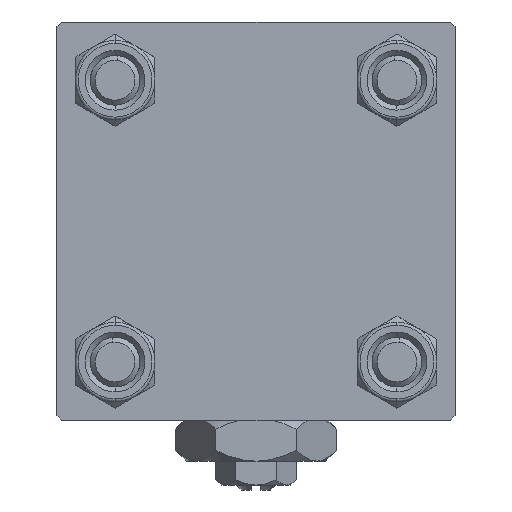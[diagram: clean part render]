
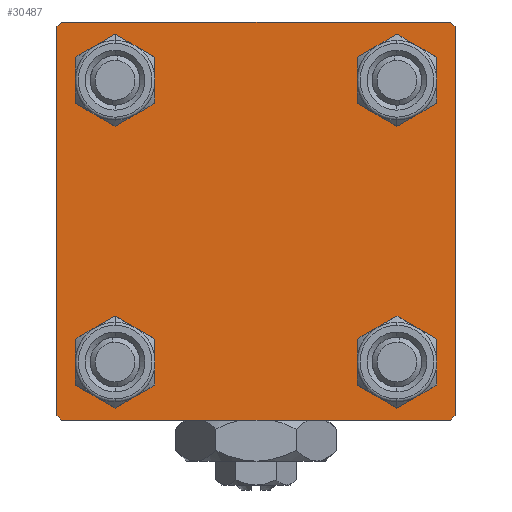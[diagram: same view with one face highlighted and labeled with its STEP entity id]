
A CAD part, left-side view. The second image highlights one B-rep face of the part: STEP entity #30487.
In plain terms, the highlighted planar face has unit normal (-1, 0, 0).
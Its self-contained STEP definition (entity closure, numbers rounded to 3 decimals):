
#557 = ORIENTED_EDGE ( 'NONE', *, *, #2024, .T. ) ;
#623 = CIRCLE ( 'NONE', #32618, 3. ) ;
#1461 = CARTESIAN_POINT ( 'NONE',  ( 0., 14.15, 14.15 ) ) ;
#1829 = CARTESIAN_POINT ( 'NONE',  ( 0., -19.75, -19.75 ) ) ;
#2024 = EDGE_CURVE ( 'NONE', #49075, #45527, #48128, .T. ) ;
#2345 = FACE_BOUND ( 'NONE', #32686, .T. ) ;
#3786 = CARTESIAN_POINT ( 'NONE',  ( 0., -14.15, -14.15 ) ) ;
#4289 = CARTESIAN_POINT ( 'NONE',  ( 0., 19.75, -19.75 ) ) ;
#4296 = CIRCLE ( 'NONE', #24533, 3. ) ;
#4442 = CARTESIAN_POINT ( 'NONE',  ( 0., 20., 20. ) ) ;
#6040 = DIRECTION ( 'NONE',  ( 0., -0.707, 0.707 ) ) ;
#6786 = AXIS2_PLACEMENT_3D ( 'NONE', #3786, #20151, #35945 ) ;
#6852 = LINE ( 'NONE', #43486, #45719 ) ;
#7557 = LINE ( 'NONE', #19451, #22156 ) ;
#8242 = DIRECTION ( 'NONE',  ( 0., 0., 1. ) ) ;
#8282 = ORIENTED_EDGE ( 'NONE', *, *, #12946, .T. ) ;
#8678 = ORIENTED_EDGE ( 'NONE', *, *, #46626, .T. ) ;
#8811 = DIRECTION ( 'NONE',  ( 1., 0., 0. ) ) ;
#9433 = DIRECTION ( 'NONE',  ( 1., 0., 0. ) ) ;
#9455 = CARTESIAN_POINT ( 'NONE',  ( 0., 19.5, 20. ) ) ;
#9661 = CARTESIAN_POINT ( 'NONE',  ( 0., 14.15, -17.15 ) ) ;
#9903 = DIRECTION ( 'NONE',  ( 0., 0., 1. ) ) ;
#10002 = FACE_BOUND ( 'NONE', #40611, .T. ) ;
#10922 = VECTOR ( 'NONE', #47904, 1000. ) ;
#11295 = AXIS2_PLACEMENT_3D ( 'NONE', #33339, #8811, #17528 ) ;
#11604 = VERTEX_POINT ( 'NONE', #43025 ) ;
#12193 = AXIS2_PLACEMENT_3D ( 'NONE', #33027, #46132, #38224 ) ;
#12511 = EDGE_LOOP ( 'NONE', ( #8282, #17819 ) ) ;
#12730 = LINE ( 'NONE', #4289, #42699 ) ;
#12906 = LINE ( 'NONE', #45339, #30884 ) ;
#12946 = EDGE_CURVE ( 'NONE', #22459, #48676, #47180, .T. ) ;
#12994 = DIRECTION ( 'NONE',  ( 1., 0., 0. ) ) ;
#13441 = DIRECTION ( 'NONE',  ( 0., -1., 0. ) ) ;
#13470 = AXIS2_PLACEMENT_3D ( 'NONE', #36641, #16351, #48243 ) ;
#14713 = EDGE_CURVE ( 'NONE', #18236, #20875, #28127, .T. ) ;
#15272 = VERTEX_POINT ( 'NONE', #18757 ) ;
#15370 = EDGE_CURVE ( 'NONE', #45527, #49075, #23591, .T. ) ;
#15736 = DIRECTION ( 'NONE',  ( 0., 0.707, -0.707 ) ) ;
#16144 = AXIS2_PLACEMENT_3D ( 'NONE', #19884, #47037, #50722 ) ;
#16203 = CARTESIAN_POINT ( 'NONE',  ( 0., -14.15, 11.15 ) ) ;
#16351 = DIRECTION ( 'NONE',  ( 1., 0., 0. ) ) ;
#16457 = VERTEX_POINT ( 'NONE', #31077 ) ;
#16688 = FACE_BOUND ( 'NONE', #12511, .T. ) ;
#17240 = CARTESIAN_POINT ( 'NONE',  ( 0., -20., -19.5 ) ) ;
#17528 = DIRECTION ( 'NONE',  ( 0., 0., 1. ) ) ;
#17819 = ORIENTED_EDGE ( 'NONE', *, *, #19684, .T. ) ;
#17856 = EDGE_CURVE ( 'NONE', #15272, #23141, #4296, .T. ) ;
#18236 = VERTEX_POINT ( 'NONE', #38157 ) ;
#18567 = CARTESIAN_POINT ( 'NONE',  ( 0., 14.15, 11.15 ) ) ;
#18757 = CARTESIAN_POINT ( 'NONE',  ( 0., 14.15, 17.15 ) ) ;
#18819 = CARTESIAN_POINT ( 'NONE',  ( 0., 20., 19.5 ) ) ;
#19451 = CARTESIAN_POINT ( 'NONE',  ( 0., 19.75, 19.75 ) ) ;
#19627 = AXIS2_PLACEMENT_3D ( 'NONE', #42833, #34150, #9903 ) ;
#19684 = EDGE_CURVE ( 'NONE', #48676, #22459, #49821, .T. ) ;
#19719 = ORIENTED_EDGE ( 'NONE', *, *, #15370, .T. ) ;
#19884 = CARTESIAN_POINT ( 'NONE',  ( 0., 14.15, -14.15 ) ) ;
#20151 = DIRECTION ( 'NONE',  ( 1., 0., 0. ) ) ;
#20615 = CIRCLE ( 'NONE', #11295, 3. ) ;
#20875 = VERTEX_POINT ( 'NONE', #17240 ) ;
#21325 = CARTESIAN_POINT ( 'NONE',  ( 0., -14.15, -14.15 ) ) ;
#21589 = DIRECTION ( 'NONE',  ( 0., 0., 1. ) ) ;
#22144 = EDGE_CURVE ( 'NONE', #45067, #35144, #6852, .T. ) ;
#22156 = VECTOR ( 'NONE', #15736, 1000. ) ;
#22459 = VERTEX_POINT ( 'NONE', #28229 ) ;
#23132 = VERTEX_POINT ( 'NONE', #50454 ) ;
#23141 = VERTEX_POINT ( 'NONE', #18567 ) ;
#23560 = VECTOR ( 'NONE', #48739, 1000. ) ;
#23591 = CIRCLE ( 'NONE', #13470, 3. ) ;
#24114 = ORIENTED_EDGE ( 'NONE', *, *, #26369, .T. ) ;
#24533 = AXIS2_PLACEMENT_3D ( 'NONE', #1461, #29674, #45754 ) ;
#24589 = CARTESIAN_POINT ( 'NONE',  ( 0., 19.5, -20. ) ) ;
#24862 = CARTESIAN_POINT ( 'NONE',  ( 0., 14.15, 14.15 ) ) ;
#25621 = LINE ( 'NONE', #37491, #34955 ) ;
#25833 = PLANE ( 'NONE',  #12193 ) ;
#26328 = LINE ( 'NONE', #1829, #46684 ) ;
#26339 = FACE_OUTER_BOUND ( 'NONE', #29221, .T. ) ;
#26369 = EDGE_CURVE ( 'NONE', #37408, #11604, #20615, .T. ) ;
#26630 = DIRECTION ( 'NONE',  ( 0., 0., -1. ) ) ;
#26942 = ORIENTED_EDGE ( 'NONE', *, *, #17856, .T. ) ;
#27606 = CARTESIAN_POINT ( 'NONE',  ( 0., -20., 20. ) ) ;
#28127 = LINE ( 'NONE', #27606, #10922 ) ;
#28229 = CARTESIAN_POINT ( 'NONE',  ( 0., -14.15, -11.15 ) ) ;
#28749 = EDGE_CURVE ( 'NONE', #23132, #20875, #26328, .T. ) ;
#28969 = LINE ( 'NONE', #4442, #23560 ) ;
#29221 = EDGE_LOOP ( 'NONE', ( #30603, #8678, #41218, #48787, #50882, #44197, #42210, #40459 ) ) ;
#29583 = DIRECTION ( 'NONE',  ( 0., 0.707, 0.707 ) ) ;
#29674 = DIRECTION ( 'NONE',  ( 1., 0., 0. ) ) ;
#30466 = AXIS2_PLACEMENT_3D ( 'NONE', #21325, #9433, #21589 ) ;
#30487 = ADVANCED_FACE ( 'NONE', ( #10002, #16688, #46382, #2345, #26339 ), #25833, .T. ) ;
#30603 = ORIENTED_EDGE ( 'NONE', *, *, #22144, .T. ) ;
#30884 = VECTOR ( 'NONE', #13441, 1000. ) ;
#31077 = CARTESIAN_POINT ( 'NONE',  ( 0., -19.5, 20. ) ) ;
#32442 = EDGE_CURVE ( 'NONE', #37203, #45067, #7557, .T. ) ;
#32618 = AXIS2_PLACEMENT_3D ( 'NONE', #24862, #12994, #8242 ) ;
#32686 = EDGE_LOOP ( 'NONE', ( #26942, #50431 ) ) ;
#32714 = EDGE_CURVE ( 'NONE', #11604, #37408, #42342, .T. ) ;
#33027 = CARTESIAN_POINT ( 'NONE',  ( 0., 0., 0. ) ) ;
#33171 = CARTESIAN_POINT ( 'NONE',  ( 0., 20., -19.5 ) ) ;
#33289 = DIRECTION ( 'NONE',  ( 0., -0.707, -0.707 ) ) ;
#33339 = CARTESIAN_POINT ( 'NONE',  ( 0., -14.15, 14.15 ) ) ;
#34150 = DIRECTION ( 'NONE',  ( 1., 0., 0. ) ) ;
#34955 = VECTOR ( 'NONE', #29583, 1000. ) ;
#35144 = VERTEX_POINT ( 'NONE', #33171 ) ;
#35410 = CARTESIAN_POINT ( 'NONE',  ( 0., -14.15, -17.15 ) ) ;
#35818 = EDGE_LOOP ( 'NONE', ( #557, #19719 ) ) ;
#35868 = CARTESIAN_POINT ( 'NONE',  ( 0., 14.15, -11.15 ) ) ;
#35945 = DIRECTION ( 'NONE',  ( 0., 0., 1. ) ) ;
#36641 = CARTESIAN_POINT ( 'NONE',  ( 0., 14.15, -14.15 ) ) ;
#37203 = VERTEX_POINT ( 'NONE', #9455 ) ;
#37408 = VERTEX_POINT ( 'NONE', #16203 ) ;
#37491 = CARTESIAN_POINT ( 'NONE',  ( 0., -19.75, 19.75 ) ) ;
#37647 = VERTEX_POINT ( 'NONE', #24589 ) ;
#37745 = EDGE_CURVE ( 'NONE', #18236, #16457, #25621, .T. ) ;
#38157 = CARTESIAN_POINT ( 'NONE',  ( 0., -20., 19.5 ) ) ;
#38224 = DIRECTION ( 'NONE',  ( 0., 0., 1. ) ) ;
#39484 = ORIENTED_EDGE ( 'NONE', *, *, #32714, .T. ) ;
#40459 = ORIENTED_EDGE ( 'NONE', *, *, #32442, .T. ) ;
#40611 = EDGE_LOOP ( 'NONE', ( #39484, #24114 ) ) ;
#41218 = ORIENTED_EDGE ( 'NONE', *, *, #45183, .T. ) ;
#42210 = ORIENTED_EDGE ( 'NONE', *, *, #51280, .F. ) ;
#42342 = CIRCLE ( 'NONE', #19627, 3. ) ;
#42699 = VECTOR ( 'NONE', #33289, 1000. ) ;
#42833 = CARTESIAN_POINT ( 'NONE',  ( 0., -14.15, 14.15 ) ) ;
#43025 = CARTESIAN_POINT ( 'NONE',  ( 0., -14.15, 17.15 ) ) ;
#43486 = CARTESIAN_POINT ( 'NONE',  ( 0., 20., 20. ) ) ;
#44197 = ORIENTED_EDGE ( 'NONE', *, *, #37745, .T. ) ;
#45067 = VERTEX_POINT ( 'NONE', #18819 ) ;
#45183 = EDGE_CURVE ( 'NONE', #37647, #23132, #12906, .T. ) ;
#45339 = CARTESIAN_POINT ( 'NONE',  ( 0., 20., -20. ) ) ;
#45527 = VERTEX_POINT ( 'NONE', #9661 ) ;
#45719 = VECTOR ( 'NONE', #26630, 1000. ) ;
#45754 = DIRECTION ( 'NONE',  ( 0., 0., 1. ) ) ;
#46132 = DIRECTION ( 'NONE',  ( -1., 0., 0. ) ) ;
#46382 = FACE_BOUND ( 'NONE', #35818, .T. ) ;
#46519 = EDGE_CURVE ( 'NONE', #23141, #15272, #623, .T. ) ;
#46626 = EDGE_CURVE ( 'NONE', #35144, #37647, #12730, .T. ) ;
#46684 = VECTOR ( 'NONE', #6040, 1000. ) ;
#47037 = DIRECTION ( 'NONE',  ( 1., 0., 0. ) ) ;
#47180 = CIRCLE ( 'NONE', #6786, 3. ) ;
#47904 = DIRECTION ( 'NONE',  ( 0., 0., -1. ) ) ;
#48128 = CIRCLE ( 'NONE', #16144, 3. ) ;
#48243 = DIRECTION ( 'NONE',  ( 0., 0., 1. ) ) ;
#48676 = VERTEX_POINT ( 'NONE', #35410 ) ;
#48739 = DIRECTION ( 'NONE',  ( 0., -1., 0. ) ) ;
#48787 = ORIENTED_EDGE ( 'NONE', *, *, #28749, .T. ) ;
#49075 = VERTEX_POINT ( 'NONE', #35868 ) ;
#49821 = CIRCLE ( 'NONE', #30466, 3. ) ;
#50431 = ORIENTED_EDGE ( 'NONE', *, *, #46519, .T. ) ;
#50454 = CARTESIAN_POINT ( 'NONE',  ( 0., -19.5, -20. ) ) ;
#50722 = DIRECTION ( 'NONE',  ( 0., 0., 1. ) ) ;
#50882 = ORIENTED_EDGE ( 'NONE', *, *, #14713, .F. ) ;
#51280 = EDGE_CURVE ( 'NONE', #37203, #16457, #28969, .T. ) ;
